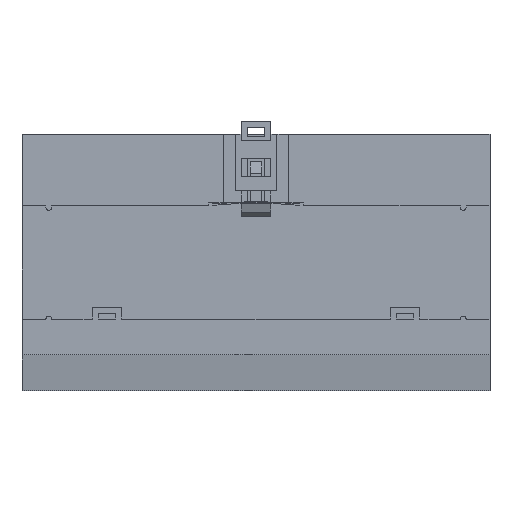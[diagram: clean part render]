
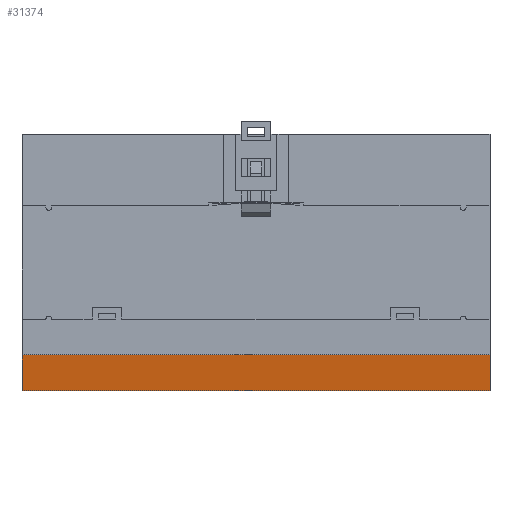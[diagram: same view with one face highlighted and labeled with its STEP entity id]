
A CAD part, front view. The second image highlights one B-rep face of the part: STEP entity #31374.
In plain terms, the highlighted planar face has unit normal (0, -0.989, -0.147).
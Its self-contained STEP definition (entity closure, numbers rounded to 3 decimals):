
#2590 = CARTESIAN_POINT ( 'NONE',  ( 78.5, 0., -74. ) ) ;
#5900 = EDGE_CURVE ( 'NONE', #60681, #27062, #57893, .T. ) ;
#11324 = VERTEX_POINT ( 'NONE', #26871 ) ;
#14694 = EDGE_LOOP ( 'NONE', ( #43767, #59033, #23278, #33672 ) ) ;
#20507 = CARTESIAN_POINT ( 'NONE',  ( 78.5, 1.79, -86. ) ) ;
#20730 = DIRECTION ( 'NONE',  ( 0., 0.148, -0.989 ) ) ;
#22783 = DIRECTION ( 'NONE',  ( 0., 0.989, 0.148 ) ) ;
#23278 = ORIENTED_EDGE ( 'NONE', *, *, #5900, .F. ) ;
#26871 = CARTESIAN_POINT ( 'NONE',  ( -78.5, 1.79, -86. ) ) ;
#27062 = VERTEX_POINT ( 'NONE', #34211 ) ;
#27070 = FACE_OUTER_BOUND ( 'NONE', #14694, .T. ) ;
#28628 = EDGE_CURVE ( 'NONE', #60681, #39907, #49307, .T. ) ;
#28665 = CARTESIAN_POINT ( 'NONE',  ( -78.5, 1.79, -86. ) ) ;
#31374 = ADVANCED_FACE ( 'NONE', ( #27070 ), #43738, .F. ) ;
#32095 = VECTOR ( 'NONE', #33970, 1000. ) ;
#33672 = ORIENTED_EDGE ( 'NONE', *, *, #28628, .T. ) ;
#33970 = DIRECTION ( 'NONE',  ( 0., 0.148, -0.989 ) ) ;
#34006 = CARTESIAN_POINT ( 'NONE',  ( -78.5, 0., -74. ) ) ;
#34211 = CARTESIAN_POINT ( 'NONE',  ( 78.5, 1.79, -86. ) ) ;
#39907 = VERTEX_POINT ( 'NONE', #34006 ) ;
#41210 = LINE ( 'NONE', #28665, #32095 ) ;
#42878 = EDGE_CURVE ( 'NONE', #27062, #11324, #44948, .T. ) ;
#43292 = VECTOR ( 'NONE', #67035, 1000. ) ;
#43738 = PLANE ( 'NONE',  #54825 ) ;
#43767 = ORIENTED_EDGE ( 'NONE', *, *, #66442, .T. ) ;
#43832 = VECTOR ( 'NONE', #20730, 1000. ) ;
#44773 = DIRECTION ( 'NONE',  ( -1., 0., 0. ) ) ;
#44948 = LINE ( 'NONE', #61750, #43292 ) ;
#49097 = CARTESIAN_POINT ( 'NONE',  ( 78.5, 1.79, -86. ) ) ;
#49307 = LINE ( 'NONE', #2590, #61637 ) ;
#54825 = AXIS2_PLACEMENT_3D ( 'NONE', #49097, #22783, #59665 ) ;
#57893 = LINE ( 'NONE', #20507, #43832 ) ;
#59033 = ORIENTED_EDGE ( 'NONE', *, *, #42878, .F. ) ;
#59665 = DIRECTION ( 'NONE',  ( 0., -0.148, 0.989 ) ) ;
#60681 = VERTEX_POINT ( 'NONE', #66426 ) ;
#61637 = VECTOR ( 'NONE', #44773, 1000. ) ;
#61750 = CARTESIAN_POINT ( 'NONE',  ( 78.5, 1.79, -86. ) ) ;
#66426 = CARTESIAN_POINT ( 'NONE',  ( 78.5, 0., -74. ) ) ;
#66442 = EDGE_CURVE ( 'NONE', #39907, #11324, #41210, .T. ) ;
#67035 = DIRECTION ( 'NONE',  ( -1., 0., 0. ) ) ;
